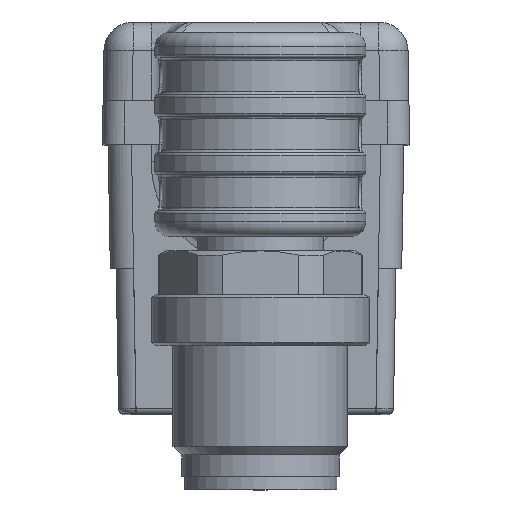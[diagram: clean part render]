
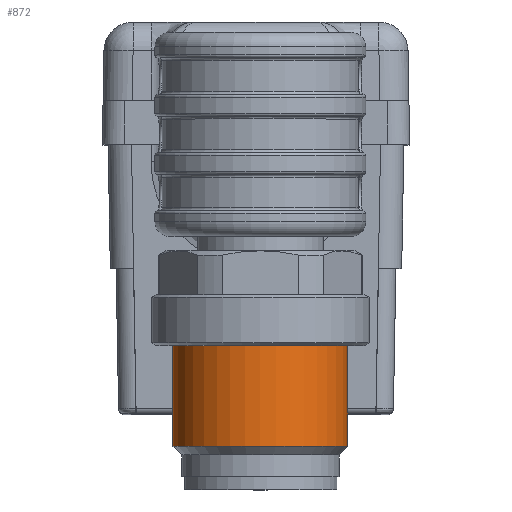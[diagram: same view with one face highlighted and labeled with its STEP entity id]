
A CAD part, top view. The second image highlights one B-rep face of the part: STEP entity #872.
In plain terms, the highlighted cylindrical face has radius 6 mm (diameter 12 mm), a full revolution.
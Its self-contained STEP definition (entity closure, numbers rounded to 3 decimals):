
#697=CYLINDRICAL_SURFACE('',#8962,6.);
#872=ADVANCED_FACE('',(#1963,#1964),#697,.T.);
#1657=CIRCLE('',#8959,6.);
#1658=CIRCLE('',#8961,6.);
#1963=FACE_BOUND('',#2114,.T.);
#1964=FACE_BOUND('',#2115,.T.);
#2114=EDGE_LOOP('',(#4366));
#2115=EDGE_LOOP('',(#4367));
#4366=ORIENTED_EDGE('',*,*,#7615,.F.);
#4367=ORIENTED_EDGE('',*,*,#7614,.T.);
#6795=VERTEX_POINT('',#12611);
#6796=VERTEX_POINT('',#12614);
#7614=EDGE_CURVE('',#6795,#6795,#1657,.T.);
#7615=EDGE_CURVE('',#6796,#6796,#1658,.T.);
#8959=AXIS2_PLACEMENT_3D('',#12610,#9922,#9923);
#8961=AXIS2_PLACEMENT_3D('',#12613,#9926,#9927);
#8962=AXIS2_PLACEMENT_3D('',#12615,#9928,#9929);
#9922=DIRECTION('',(0.,-1.,0.));
#9923=DIRECTION('',(0.866,0.,0.5));
#9926=DIRECTION('',(0.,-1.,0.));
#9927=DIRECTION('',(0.866,0.,0.5));
#9928=DIRECTION('',(0.,-1.,0.));
#9929=DIRECTION('',(0.866,0.,0.5));
#12610=CARTESIAN_POINT('',(0.3,-13.988,95.559));
#12611=CARTESIAN_POINT('',(5.496,-13.988,98.559));
#12613=CARTESIAN_POINT('',(0.3,-20.888,95.559));
#12614=CARTESIAN_POINT('',(5.496,-20.888,98.559));
#12615=CARTESIAN_POINT('',(0.3,-22.988,95.559));
